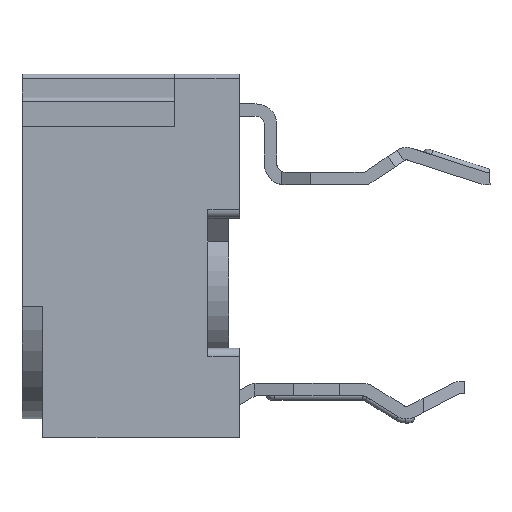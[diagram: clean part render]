
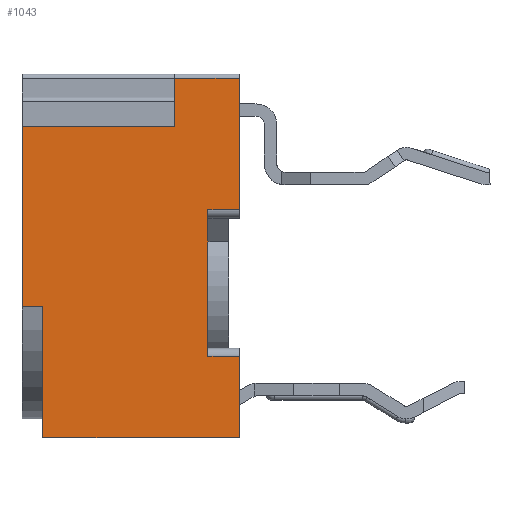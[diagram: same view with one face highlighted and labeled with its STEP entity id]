
A CAD part, left-side view. The second image highlights one B-rep face of the part: STEP entity #1043.
In plain terms, the highlighted planar face has unit normal (-1, 0, 0).
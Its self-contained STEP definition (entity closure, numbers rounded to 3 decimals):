
#122 = LINE ( 'NONE', #9042, #3643 ) ;
#146 = VERTEX_POINT ( 'NONE', #5461 ) ;
#208 = VECTOR ( 'NONE', #1980, 1000. ) ;
#465 = EDGE_CURVE ( 'NONE', #703, #5206, #2238, .T. ) ;
#516 = LINE ( 'NONE', #2939, #5974 ) ;
#544 = CARTESIAN_POINT ( 'NONE',  ( -3.2, 3.95, 3.75 ) ) ;
#636 = EDGE_CURVE ( 'NONE', #6868, #4194, #6542, .T. ) ;
#658 = VECTOR ( 'NONE', #10176, 1000. ) ;
#686 = FACE_OUTER_BOUND ( 'NONE', #4655, .T. ) ;
#698 = EDGE_CURVE ( 'NONE', #2703, #6756, #710, .T. ) ;
#703 = VERTEX_POINT ( 'NONE', #3785 ) ;
#707 = VECTOR ( 'NONE', #6576, 1000. ) ;
#710 = LINE ( 'NONE', #3930, #8719 ) ;
#726 = VECTOR ( 'NONE', #5980, 1000. ) ;
#1043 = ADVANCED_FACE ( 'NONE', ( #686 ), #3954, .F. ) ;
#1106 = LINE ( 'NONE', #3476, #726 ) ;
#1481 = EDGE_CURVE ( 'NONE', #5206, #8812, #7620, .T. ) ;
#1483 = EDGE_CURVE ( 'NONE', #10409, #2910, #516, .T. ) ;
#1666 = AXIS2_PLACEMENT_3D ( 'NONE', #9438, #5896, #5775 ) ;
#1818 = VECTOR ( 'NONE', #4986, 1000. ) ;
#1980 = DIRECTION ( 'NONE',  ( 0., -1., 0. ) ) ;
#2002 = CARTESIAN_POINT ( 'NONE',  ( -3.2, 18.4, -1.754 ) ) ;
#2003 = CARTESIAN_POINT ( 'NONE',  ( -3.2, 3.15, -1.754 ) ) ;
#2238 = LINE ( 'NONE', #10287, #6476 ) ;
#2468 = ORIENTED_EDGE ( 'NONE', *, *, #10031, .F. ) ;
#2495 = DIRECTION ( 'NONE',  ( 0., 0., 1. ) ) ;
#2608 = CARTESIAN_POINT ( 'NONE',  ( -3.2, 2.4, 4.9 ) ) ;
#2703 = VERTEX_POINT ( 'NONE', #6006 ) ;
#2783 = DIRECTION ( 'NONE',  ( 0., 0., 1. ) ) ;
#2910 = VERTEX_POINT ( 'NONE', #8376 ) ;
#2939 = CARTESIAN_POINT ( 'NONE',  ( -3.2, 2.4, 5. ) ) ;
#3100 = CARTESIAN_POINT ( 'NONE',  ( -3.2, 2.4, -3.7 ) ) ;
#3143 = EDGE_CURVE ( 'NONE', #6756, #6853, #1106, .T. ) ;
#3340 = CARTESIAN_POINT ( 'NONE',  ( -3.2, 3.95, 3.75 ) ) ;
#3409 = EDGE_CURVE ( 'NONE', #703, #4610, #9995, .T. ) ;
#3476 = CARTESIAN_POINT ( 'NONE',  ( -3.2, 7.1, -0.568 ) ) ;
#3495 = ORIENTED_EDGE ( 'NONE', *, *, #1483, .T. ) ;
#3643 = VECTOR ( 'NONE', #8238, 1000. ) ;
#3785 = CARTESIAN_POINT ( 'NONE',  ( -3.2, 3.15, 1.754 ) ) ;
#3920 = ORIENTED_EDGE ( 'NONE', *, *, #6512, .T. ) ;
#3930 = CARTESIAN_POINT ( 'NONE',  ( -3.2, 7.1, -3.7 ) ) ;
#3954 = PLANE ( 'NONE',  #1666 ) ;
#4181 = LINE ( 'NONE', #4387, #208 ) ;
#4194 = VERTEX_POINT ( 'NONE', #8632 ) ;
#4252 = ORIENTED_EDGE ( 'NONE', *, *, #4650, .T. ) ;
#4387 = CARTESIAN_POINT ( 'NONE',  ( -3.2, 18.4, -3.7 ) ) ;
#4471 = EDGE_CURVE ( 'NONE', #8812, #4194, #122, .T. ) ;
#4496 = ORIENTED_EDGE ( 'NONE', *, *, #636, .F. ) ;
#4610 = VERTEX_POINT ( 'NONE', #2003 ) ;
#4650 = EDGE_CURVE ( 'NONE', #6868, #146, #5793, .T. ) ;
#4655 = EDGE_LOOP ( 'NONE', ( #10003, #6551, #4496, #4252, #2468, #7654, #7468, #8334, #3495, #3920, #5967, #8415 ) ) ;
#4675 = EDGE_CURVE ( 'NONE', #2703, #10409, #4181, .T. ) ;
#4986 = DIRECTION ( 'NONE',  ( 0., 0., -1. ) ) ;
#5206 = VERTEX_POINT ( 'NONE', #5751 ) ;
#5250 = LINE ( 'NONE', #7700, #7115 ) ;
#5461 = CARTESIAN_POINT ( 'NONE',  ( -3.2, 7.6, 3.75 ) ) ;
#5585 = DIRECTION ( 'NONE',  ( 0., 0., 1. ) ) ;
#5751 = CARTESIAN_POINT ( 'NONE',  ( -3.2, 2.4, 1.754 ) ) ;
#5775 = DIRECTION ( 'NONE',  ( 0., 0., 1. ) ) ;
#5793 = LINE ( 'NONE', #3340, #707 ) ;
#5896 = DIRECTION ( 'NONE',  ( 1., 0., 0. ) ) ;
#5967 = ORIENTED_EDGE ( 'NONE', *, *, #3409, .F. ) ;
#5974 = VECTOR ( 'NONE', #2783, 1000. ) ;
#5980 = DIRECTION ( 'NONE',  ( 0., 1., 0. ) ) ;
#6006 = CARTESIAN_POINT ( 'NONE',  ( -3.2, 7.1, -3.7 ) ) ;
#6065 = CARTESIAN_POINT ( 'NONE',  ( -3.2, 7.6, -0.568 ) ) ;
#6132 = LINE ( 'NONE', #2002, #9232 ) ;
#6250 = DIRECTION ( 'NONE',  ( 0., -1., 0. ) ) ;
#6476 = VECTOR ( 'NONE', #6250, 1000. ) ;
#6512 = EDGE_CURVE ( 'NONE', #2910, #4610, #6132, .T. ) ;
#6542 = LINE ( 'NONE', #9785, #8976 ) ;
#6551 = ORIENTED_EDGE ( 'NONE', *, *, #4471, .T. ) ;
#6576 = DIRECTION ( 'NONE',  ( 0., 1., 0. ) ) ;
#6700 = CARTESIAN_POINT ( 'NONE',  ( -3.2, 3.15, 5. ) ) ;
#6756 = VERTEX_POINT ( 'NONE', #8340 ) ;
#6787 = DIRECTION ( 'NONE',  ( 0., 0., 1. ) ) ;
#6820 = CARTESIAN_POINT ( 'NONE',  ( -3.2, 2.4, 5. ) ) ;
#6853 = VERTEX_POINT ( 'NONE', #6065 ) ;
#6868 = VERTEX_POINT ( 'NONE', #544 ) ;
#7115 = VECTOR ( 'NONE', #6787, 1000. ) ;
#7468 = ORIENTED_EDGE ( 'NONE', *, *, #698, .F. ) ;
#7620 = LINE ( 'NONE', #6820, #658 ) ;
#7654 = ORIENTED_EDGE ( 'NONE', *, *, #3143, .F. ) ;
#7700 = CARTESIAN_POINT ( 'NONE',  ( -3.2, 7.6, 5. ) ) ;
#7815 = DIRECTION ( 'NONE',  ( 0., 1., 0. ) ) ;
#8238 = DIRECTION ( 'NONE',  ( 0., 1., 0. ) ) ;
#8334 = ORIENTED_EDGE ( 'NONE', *, *, #4675, .T. ) ;
#8340 = CARTESIAN_POINT ( 'NONE',  ( -3.2, 7.1, -0.568 ) ) ;
#8376 = CARTESIAN_POINT ( 'NONE',  ( -3.2, 2.4, -1.754 ) ) ;
#8415 = ORIENTED_EDGE ( 'NONE', *, *, #465, .T. ) ;
#8632 = CARTESIAN_POINT ( 'NONE',  ( -3.2, 3.95, 4.9 ) ) ;
#8719 = VECTOR ( 'NONE', #5585, 1000. ) ;
#8812 = VERTEX_POINT ( 'NONE', #2608 ) ;
#8976 = VECTOR ( 'NONE', #2495, 1000. ) ;
#9042 = CARTESIAN_POINT ( 'NONE',  ( -3.2, 18.4, 4.9 ) ) ;
#9232 = VECTOR ( 'NONE', #7815, 1000. ) ;
#9438 = CARTESIAN_POINT ( 'NONE',  ( -3.2, 18.4, 5. ) ) ;
#9785 = CARTESIAN_POINT ( 'NONE',  ( -3.2, 3.95, 5. ) ) ;
#9995 = LINE ( 'NONE', #6700, #1818 ) ;
#10003 = ORIENTED_EDGE ( 'NONE', *, *, #1481, .T. ) ;
#10031 = EDGE_CURVE ( 'NONE', #6853, #146, #5250, .T. ) ;
#10176 = DIRECTION ( 'NONE',  ( 0., 0., 1. ) ) ;
#10287 = CARTESIAN_POINT ( 'NONE',  ( -3.2, 18.4, 1.754 ) ) ;
#10409 = VERTEX_POINT ( 'NONE', #3100 ) ;
